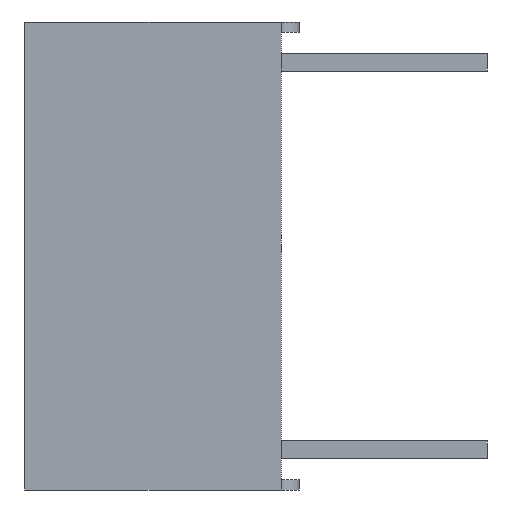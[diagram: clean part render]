
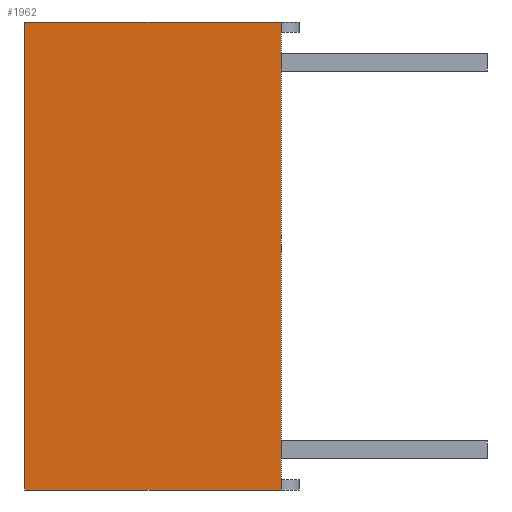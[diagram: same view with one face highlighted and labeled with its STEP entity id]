
A CAD part, left-side view. The second image highlights one B-rep face of the part: STEP entity #1962.
In plain terms, the highlighted planar face has unit normal (-1, 0, 0).
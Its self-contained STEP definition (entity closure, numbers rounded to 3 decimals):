
#76 = LINE ( 'NONE', #2360, #4214 ) ;
#78 = LINE ( 'NONE', #3430, #2427 ) ;
#384 = ORIENTED_EDGE ( 'NONE', *, *, #1746, .F. ) ;
#488 = VERTEX_POINT ( 'NONE', #3067 ) ;
#596 = CARTESIAN_POINT ( 'NONE',  ( 0., 5.05, 0. ) ) ;
#642 = EDGE_CURVE ( 'NONE', #1830, #488, #78, .T. ) ;
#652 = AXIS2_PLACEMENT_3D ( 'NONE', #3678, #1178, #4877 ) ;
#842 = VECTOR ( 'NONE', #4353, 1000. ) ;
#1080 = LINE ( 'NONE', #1467, #842 ) ;
#1178 = DIRECTION ( 'NONE',  ( 1., 0., 0. ) ) ;
#1206 = EDGE_CURVE ( 'NONE', #3815, #1830, #76, .T. ) ;
#1467 = CARTESIAN_POINT ( 'NONE',  ( 0., 5.05, 0. ) ) ;
#1585 = DIRECTION ( 'NONE',  ( 0., -1., 0. ) ) ;
#1653 = VERTEX_POINT ( 'NONE', #3090 ) ;
#1746 = EDGE_CURVE ( 'NONE', #3815, #1653, #1080, .T. ) ;
#1830 = VERTEX_POINT ( 'NONE', #3952 ) ;
#1962 = ADVANCED_FACE ( 'NONE', ( #4027 ), #4075, .F. ) ;
#2167 = VECTOR ( 'NONE', #5217, 1000. ) ;
#2234 = EDGE_CURVE ( 'NONE', #1653, #488, #4907, .T. ) ;
#2360 = CARTESIAN_POINT ( 'NONE',  ( 0., 5.05, -9.2 ) ) ;
#2427 = VECTOR ( 'NONE', #4211, 1000. ) ;
#2903 = CARTESIAN_POINT ( 'NONE',  ( 0., 5.05, -9.2 ) ) ;
#2939 = ORIENTED_EDGE ( 'NONE', *, *, #2234, .F. ) ;
#3067 = CARTESIAN_POINT ( 'NONE',  ( 0., 0., 0. ) ) ;
#3090 = CARTESIAN_POINT ( 'NONE',  ( 0., 5.05, 0. ) ) ;
#3430 = CARTESIAN_POINT ( 'NONE',  ( 0., 0., 0. ) ) ;
#3678 = CARTESIAN_POINT ( 'NONE',  ( 0., 5.05, 0. ) ) ;
#3815 = VERTEX_POINT ( 'NONE', #2903 ) ;
#3952 = CARTESIAN_POINT ( 'NONE',  ( 0., 0., -9.2 ) ) ;
#4027 = FACE_OUTER_BOUND ( 'NONE', #5261, .T. ) ;
#4075 = PLANE ( 'NONE',  #652 ) ;
#4211 = DIRECTION ( 'NONE',  ( 0., 0., 1. ) ) ;
#4214 = VECTOR ( 'NONE', #1585, 1000. ) ;
#4273 = ORIENTED_EDGE ( 'NONE', *, *, #1206, .T. ) ;
#4353 = DIRECTION ( 'NONE',  ( 0., 0., 1. ) ) ;
#4877 = DIRECTION ( 'NONE',  ( 0., 0., -1. ) ) ;
#4907 = LINE ( 'NONE', #596, #2167 ) ;
#5167 = ORIENTED_EDGE ( 'NONE', *, *, #642, .T. ) ;
#5217 = DIRECTION ( 'NONE',  ( 0., -1., 0. ) ) ;
#5261 = EDGE_LOOP ( 'NONE', ( #5167, #2939, #384, #4273 ) ) ;
